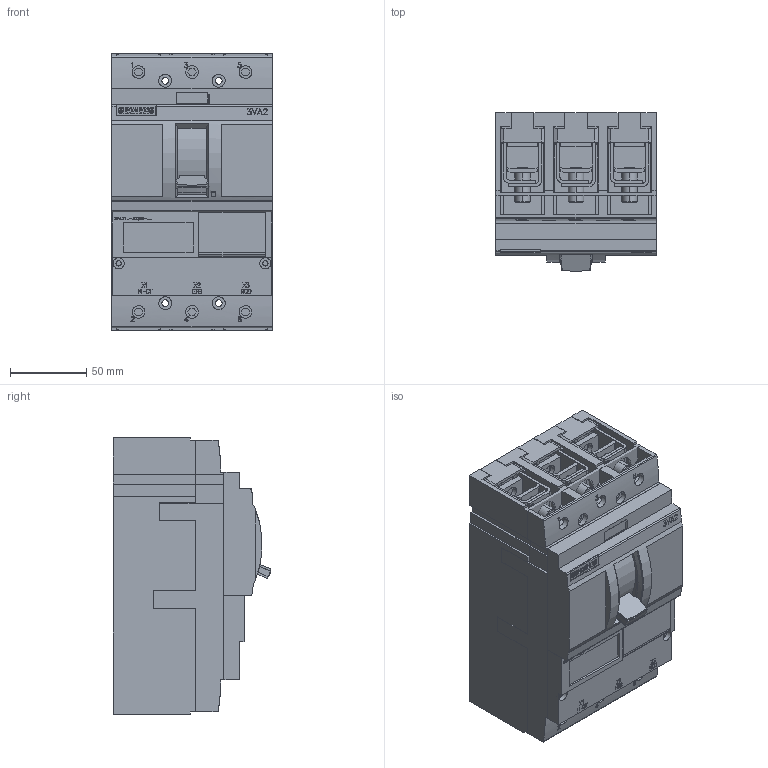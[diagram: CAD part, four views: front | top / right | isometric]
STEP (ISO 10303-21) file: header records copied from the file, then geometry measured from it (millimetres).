
FILE_DESCRIPTION(('no description'),'unknown implementation level');
FILE_NAME('3VA21xxxKQ36_0104636_100__3D_v.stp',' ',('SIEMENS A&D'),('CADClick - KiM GmbH - www.kimweb.de'),'unknown preprocess','ACIS','unknown authorization');
FILE_SCHEMA(('automotive_design'));
Length unit declared in the file: millimetre
Products named in the file (8): 1; 2; 3; 4; 5; 6; 7; 8
Bounding box: 105 x 103.41 x 181 mm (x, y, z)
Volume: 1412351.2 mm3; surface area: 204801.8 mm2
Topology: 8 solids, 8 shells, 2396 faces, 6615 edges, 4366 vertices
Faces by surface type: plane 1908, cylinder 390, cone 50, torus 48
Entity records: 150570 total; most frequent: CARTESIAN_POINT 14157, STYLED_ITEM 13377, PRESENTATION_STYLE_ASSIGNMENT 13377, COLOUR_RGB 13377, ORIENTED_EDGE 13214, DIRECTION 12420, EDGE_CURVE 6607, CURVE_STYLE 6607
